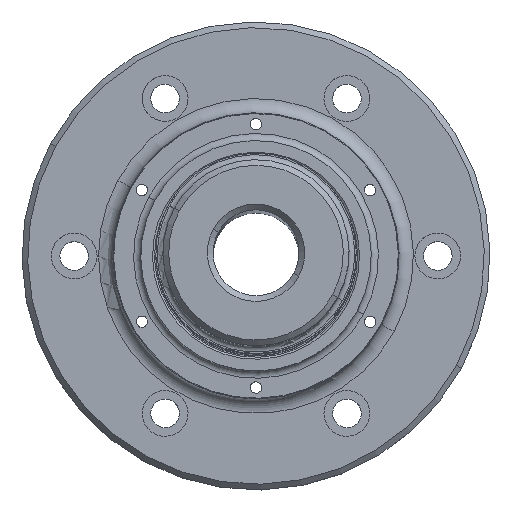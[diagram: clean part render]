
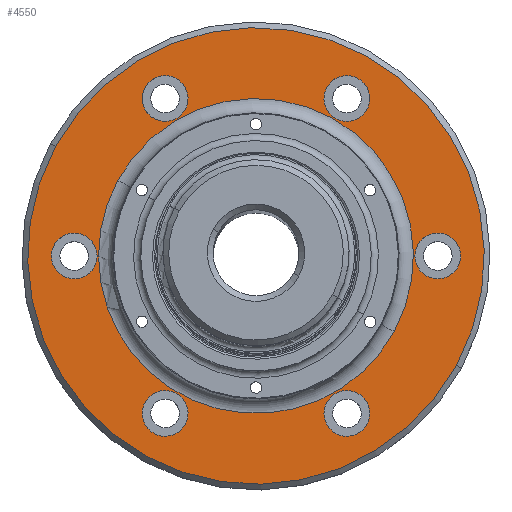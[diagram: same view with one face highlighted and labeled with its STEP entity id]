
A CAD part, top view. The second image highlights one B-rep face of the part: STEP entity #4550.
In plain terms, the highlighted planar face has unit normal (0, 0, 1).
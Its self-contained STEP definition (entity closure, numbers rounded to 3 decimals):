
#3010=CARTESIAN_POINT('',(0.,0.,203.8))
;
#3020=DIRECTION('',(0.,0.,-1.));
#3030=DIRECTION('',(-0.878,0.479,
0.));
#3040=AXIS2_PLACEMENT_3D('',#3010,#3020,#3030);
#3050=CIRCLE('',#3040,55.);
#3060=CARTESIAN_POINT('',(-55.,0.,203.8));
#3070=VERTEX_POINT('',#3060);
#3080=CARTESIAN_POINT('',(-48.267,26.368,203.8));
#3090=VERTEX_POINT('',#3080);
#3100=EDGE_CURVE('',#3070,#3090,#3050,.T.);
#3260=CARTESIAN_POINT('',(48.267,-26.368,203.8));
#3270=VERTEX_POINT('',#3260);
#3300=EDGE_CURVE('',#3270,#3070,#3050,.T.);
#3350=CARTESIAN_POINT('',(-79.75,0.,203.8));
#3360=DIRECTION('',(0.,0.,-1.));
#3370=DIRECTION('',(1.,0.,0.));
#3380=AXIS2_PLACEMENT_3D('',#3350,#3360,#3370);
#3390=PLANE('',#3380);
#3400=CARTESIAN_POINT('',(0.,0.,203.8));
#3410=DIRECTION('',(0.,0.,1.));
#3420=DIRECTION('',(0.878,-0.479,0.));
#3430=AXIS2_PLACEMENT_3D('',#3400,#3410,#3420);
#3440=CIRCLE('',#3430,79.75);
#3450=CARTESIAN_POINT('',(-69.987,38.234,203.8));
#3460=VERTEX_POINT('',#3450);
#3470=CARTESIAN_POINT('',(69.987,-38.234,203.8));
#3480=VERTEX_POINT('',#3470);
#3490=EDGE_CURVE('',#3460,#3480,#3440,.T.);
#3500=ORIENTED_EDGE('',*,*,#3490,.T.);
#3510=EDGE_CURVE('',#3480,#3460,#3440,.T.);
#3520=ORIENTED_EDGE('',*,*,#3510,.T.);
#3530=EDGE_LOOP('',(#3520,#3500));
#3540=FACE_OUTER_BOUND('',#3530,.T.);
#3550=EDGE_CURVE('',#3090,#3270,#3050,.T.);
#3560=ORIENTED_EDGE('',*,*,#3550,.T.);
#3570=ORIENTED_EDGE('',*,*,#3100,.T.);
#3580=ORIENTED_EDGE('',*,*,#3300,.T.);
#3590=EDGE_LOOP('',(#3580,#3570,#3560));
#3600=FACE_BOUND('',#3590,.T.);
#3610=CARTESIAN_POINT('',(63.5,0.,203.8));
#3620=DIRECTION('',(0.,0.,-1.));
#3630=DIRECTION('',(0.878,-0.479,0.));
#3640=AXIS2_PLACEMENT_3D('',#3610,#3620,#3630);
#3650=CIRCLE('',#3640,8.);
#3660=CARTESIAN_POINT('',(56.479,3.835,203.8));
#3670=VERTEX_POINT('',#3660);
#3680=CARTESIAN_POINT('',(70.521,-3.835,203.8));
#3690=VERTEX_POINT('',#3680);
#3700=EDGE_CURVE('',#3670,#3690,#3650,.T.);
#3710=ORIENTED_EDGE('',*,*,#3700,.T.);
#3720=EDGE_CURVE('',#3690,#3670,#3650,.T.);
#3730=ORIENTED_EDGE('',*,*,#3720,.T.);
#3740=EDGE_LOOP('',(#3730,#3710));
#3750=FACE_BOUND('',#3740,.T.);
#3760=CARTESIAN_POINT('',(31.75,54.993,203.8));
#3770=DIRECTION('',(0.,0.,-1.));
#3780=DIRECTION('',(0.854,0.52,0.));
#3790=AXIS2_PLACEMENT_3D('',#3760,#3770,#3780);
#3800=CIRCLE('',#3790,8.);
#3810=CARTESIAN_POINT('',(38.582,59.155,203.8));
#3820=VERTEX_POINT('',#3810);
#3830=CARTESIAN_POINT('',(24.918,50.83,203.8));
#3840=VERTEX_POINT('',#3830);
#3850=EDGE_CURVE('',#3820,#3840,#3800,.T.);
#3860=ORIENTED_EDGE('',*,*,#3850,.T.);
#3870=EDGE_CURVE('',#3840,#3820,#3800,.T.);
#3880=ORIENTED_EDGE('',*,*,#3870,.T.);
#3890=EDGE_LOOP('',(#3880,#3860));
#3900=FACE_BOUND('',#3890,.T.);
#3910=CARTESIAN_POINT('',(-31.75,54.993,203.8));
#3920=DIRECTION('',(0.,0.,-1.));
#3930=DIRECTION('',(-0.024,1.,
0.));
#3940=AXIS2_PLACEMENT_3D('',#3910,#3920,#3930);
#3950=CIRCLE('',#3940,8.);
#3960=CARTESIAN_POINT('',(-31.939,62.99,203.8));
#3970=VERTEX_POINT('',#3960);
#3980=CARTESIAN_POINT('',(-31.561,46.995,203.8));
#3990=VERTEX_POINT('',#3980);
#4000=EDGE_CURVE('',#3970,#3990,#3950,.T.);
#4010=ORIENTED_EDGE('',*,*,#4000,.T.);
#4020=CARTESIAN_POINT('',(-39.75,54.993,203.8));
#4030=VERTEX_POINT('',#4020);
#4040=EDGE_CURVE('',#4030,#3970,#3950,.T.);
#4050=ORIENTED_EDGE('',*,*,#4040,.T.);
#4060=EDGE_CURVE('',#3990,#4030,#3950,.T.);
#4070=ORIENTED_EDGE('',*,*,#4060,.T.);
#4080=EDGE_LOOP('',(#4070,#4050,#4010));
#4090=FACE_BOUND('',#4080,.T.);
#4100=CARTESIAN_POINT('',(-63.5,0.,203.8));
#4110=DIRECTION('',(0.,0.,-1.));
#4120=DIRECTION('',(-0.878,0.479,
0.));
#4130=AXIS2_PLACEMENT_3D('',#4100,#4110,#4120);
#4140=CIRCLE('',#4130,8.);
#4150=CARTESIAN_POINT('',(-70.521,3.835,203.8));
#4160=VERTEX_POINT('',#4150);
#4170=CARTESIAN_POINT('',(-56.479,-3.835,203.8));
#4180=VERTEX_POINT('',#4170);
#4190=EDGE_CURVE('',#4160,#4180,#4140,.T.);
#4200=ORIENTED_EDGE('',*,*,#4190,.T.);
#4210=EDGE_CURVE('',#4180,#4160,#4140,.T.);
#4220=ORIENTED_EDGE('',*,*,#4210,.T.);
#4230=EDGE_LOOP('',(#4220,#4200));
#4240=FACE_BOUND('',#4230,.T.);
#4250=CARTESIAN_POINT('',(-31.75,-54.993,203.8));
#4260=DIRECTION('',(0.,0.,-1.));
#4270=DIRECTION('',(-0.854,-0.52,
0.));
#4280=AXIS2_PLACEMENT_3D('',#4250,#4260,#4270);
#4290=CIRCLE('',#4280,8.);
#4300=CARTESIAN_POINT('',(-38.582,-59.155,203.8));
#4310=VERTEX_POINT('',#4300);
#4320=CARTESIAN_POINT('',(-24.918,-50.83,203.8));
#4330=VERTEX_POINT('',#4320);
#4340=EDGE_CURVE('',#4310,#4330,#4290,.T.);
#4350=ORIENTED_EDGE('',*,*,#4340,.T.);
#4360=EDGE_CURVE('',#4330,#4310,#4290,.T.);
#4370=ORIENTED_EDGE('',*,*,#4360,.T.);
#4380=EDGE_LOOP('',(#4370,#4350));
#4390=FACE_BOUND('',#4380,.T.);
#4400=CARTESIAN_POINT('',(31.75,-54.993,203.8));
#4410=DIRECTION('',(0.,0.,-1.));
#4420=DIRECTION('',(0.024,-1.,
0.));
#4430=AXIS2_PLACEMENT_3D('',#4400,#4410,#4420);
#4440=CIRCLE('',#4430,8.);
#4450=CARTESIAN_POINT('',(31.939,-62.99,203.8));
#4460=VERTEX_POINT('',#4450);
#4470=CARTESIAN_POINT('',(31.561,-46.995,203.8));
#4480=VERTEX_POINT('',#4470);
#4490=EDGE_CURVE('',#4460,#4480,#4440,.T.);
#4500=ORIENTED_EDGE('',*,*,#4490,.T.);
#4510=EDGE_CURVE('',#4480,#4460,#4440,.T.);
#4520=ORIENTED_EDGE('',*,*,#4510,.T.);
#4530=EDGE_LOOP('',(#4520,#4500));
#4540=FACE_BOUND('',#4530,.T.);
#4550=ADVANCED_FACE('',(#3540,#3600,#3750,#3900,#4090,#4240,#4390,#4540)
,#3390,.F.);
